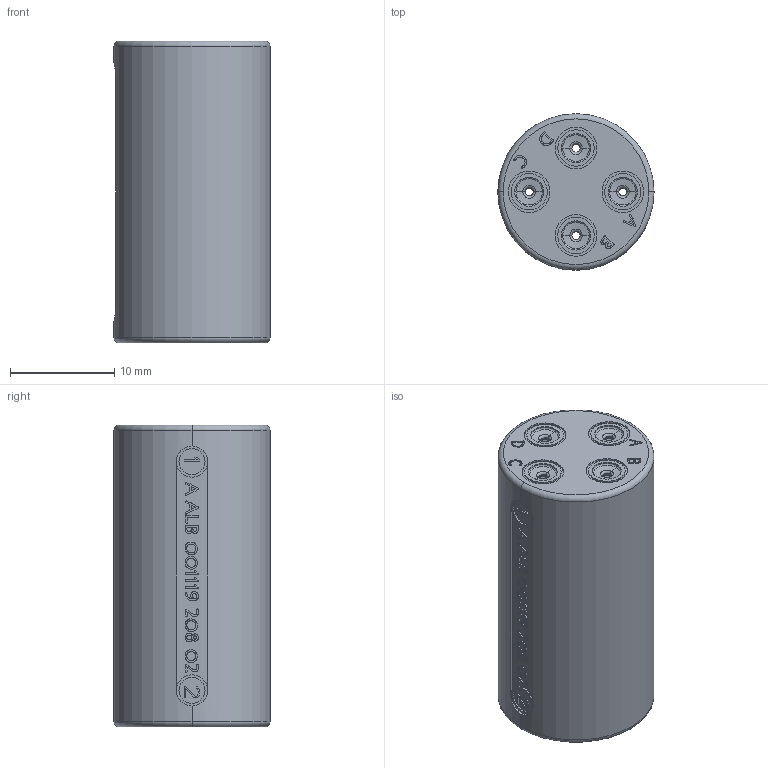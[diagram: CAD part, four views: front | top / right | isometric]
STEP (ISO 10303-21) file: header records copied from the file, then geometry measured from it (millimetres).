
FILE_DESCRIPTION((''),'2;1');
FILE_NAME('00111920802','2019-10-31T',('presta_be4'),(''),'CREO PARAMETRIC BY PTC INC, 2018360','CREO PARAMETRIC BY PTC INC, 2018360','');
FILE_SCHEMA(('CONFIG_CONTROL_DESIGN'));
Length unit declared in the file: millimetre
Products named in the file (1): 00111920802
Bounding box: 15 x 15 x 29 mm (x, y, z)
Volume: 3907.4 mm3; surface area: 3217.8 mm2
Topology: 1 solids, 1 shells, 975 faces, 2421 edges, 1526 vertices
Faces by surface type: extrusion 424, plane 193, cylinder 154, torus 140, cone 64
Entity records: 30220 total; most frequent: CARTESIAN_POINT 8243, ORIENTED_EDGE 4842, DIRECTION 3681, EDGE_CURVE 2421, VERTEX_POINT 1526, VECTOR 1407, B_SPLINE_CURVE_WITH_KNOTS 1276, AXIS2_PLACEMENT_3D 1137
